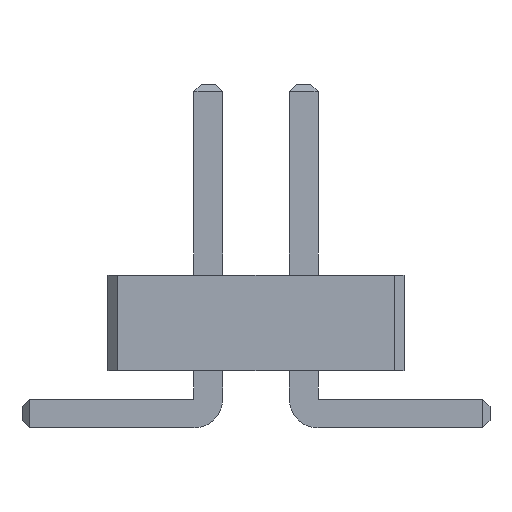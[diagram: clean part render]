
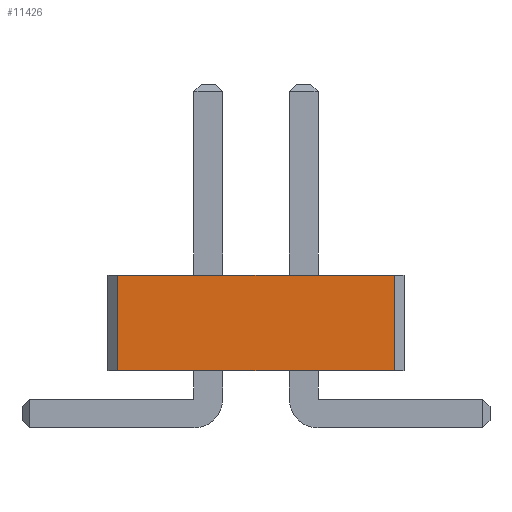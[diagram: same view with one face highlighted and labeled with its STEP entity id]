
A CAD part, front view. The second image highlights one B-rep face of the part: STEP entity #11426.
In plain terms, the highlighted planar face has unit normal (0, -1, 0).
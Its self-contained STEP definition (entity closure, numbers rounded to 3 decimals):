
#934 = VERTEX_POINT('',#935);
#935 = CARTESIAN_POINT('',(1.45,-17.,0.6));
#941 = EDGE_CURVE('',#942,#934,#944,.T.);
#942 = VERTEX_POINT('',#943);
#943 = CARTESIAN_POINT('',(-1.45,-17.,0.6));
#944 = LINE('',#945,#946);
#945 = CARTESIAN_POINT('',(-1.45,-17.,0.6));
#946 = VECTOR('',#947,1.);
#947 = DIRECTION('',(1.,0.,0.));
#4879 = VERTEX_POINT('',#4880);
#4880 = CARTESIAN_POINT('',(1.45,-17.,1.6));
#4886 = EDGE_CURVE('',#4887,#4879,#4889,.T.);
#4887 = VERTEX_POINT('',#4888);
#4888 = CARTESIAN_POINT('',(-1.45,-17.,1.6));
#4889 = LINE('',#4890,#4891);
#4890 = CARTESIAN_POINT('',(-1.45,-17.,1.6));
#4891 = VECTOR('',#4892,1.);
#4892 = DIRECTION('',(1.,0.,0.));
#11398 = EDGE_CURVE('',#942,#4887,#11399,.T.);
#11399 = LINE('',#11400,#11401);
#11400 = CARTESIAN_POINT('',(-1.45,-17.,0.6));
#11401 = VECTOR('',#11402,1.);
#11402 = DIRECTION('',(0.,0.,1.));
#11426 = ADVANCED_FACE('',(#11427),#11438,.F.);
#11427 = FACE_BOUND('',#11428,.F.);
#11428 = EDGE_LOOP('',(#11429,#11430,#11431,#11437));
#11429 = ORIENTED_EDGE('',*,*,#11398,.T.);
#11430 = ORIENTED_EDGE('',*,*,#4886,.T.);
#11431 = ORIENTED_EDGE('',*,*,#11432,.F.);
#11432 = EDGE_CURVE('',#934,#4879,#11433,.T.);
#11433 = LINE('',#11434,#11435);
#11434 = CARTESIAN_POINT('',(1.45,-17.,0.6));
#11435 = VECTOR('',#11436,1.);
#11436 = DIRECTION('',(0.,0.,1.));
#11437 = ORIENTED_EDGE('',*,*,#941,.F.);
#11438 = PLANE('',#11439);
#11439 = AXIS2_PLACEMENT_3D('',#11440,#11441,#11442);
#11440 = CARTESIAN_POINT('',(-1.45,-17.,0.6));
#11441 = DIRECTION('',(0.,1.,0.));
#11442 = DIRECTION('',(1.,0.,0.));
